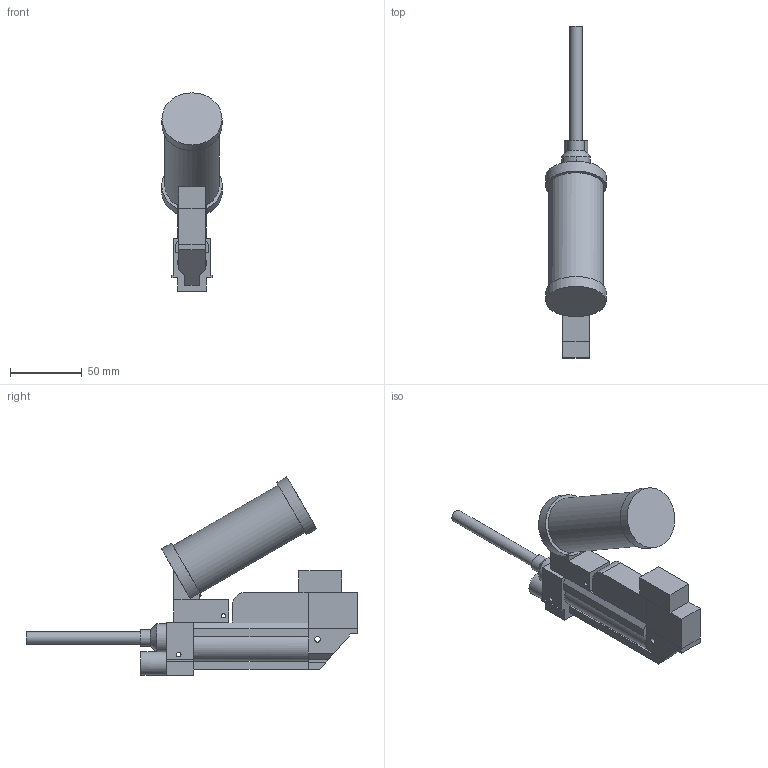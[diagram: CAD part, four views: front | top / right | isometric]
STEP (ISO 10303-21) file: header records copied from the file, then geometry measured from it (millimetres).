
FILE_DESCRIPTION(('FreeCAD Model'),'2;1');
FILE_NAME('weapon.step', '2019-05-01T10:42:09',('Author'),(''), 'Open CASCADE STEP processor 7.3','FreeCAD','Unknown');
FILE_SCHEMA(('AUTOMOTIVE_DESIGN { 1 0 10303 214 1 1 1 1 }'));
Length unit declared in the file: millimetre
Products named in the file (1): Pad015
Bounding box: 42.4 x 232.1 x 138.64 mm (x, y, z)
Volume: 259082 mm3; surface area: 45962.1 mm2
Topology: 1 solids, 1 shells, 99 faces, 251 edges, 158 vertices
Faces by surface type: plane 83, cylinder 15, cone 1
Full cylindrical faces by diameter (mm): 3 x1, 3.2 x1, 4 x1, 8.5 x1, 11.4 x1, 11.7 x1, 16.5 x1, 38 x1, 42 x1, 42.4 x1
Entity records: 6362 total; most frequent: CARTESIAN_POINT 1340, DIRECTION 915, LINE 612, VECTOR 612, ORIENTED_EDGE 502, PCURVE 502, DEFINITIONAL_REPRESENTATION 502, EDGE_CURVE 251
